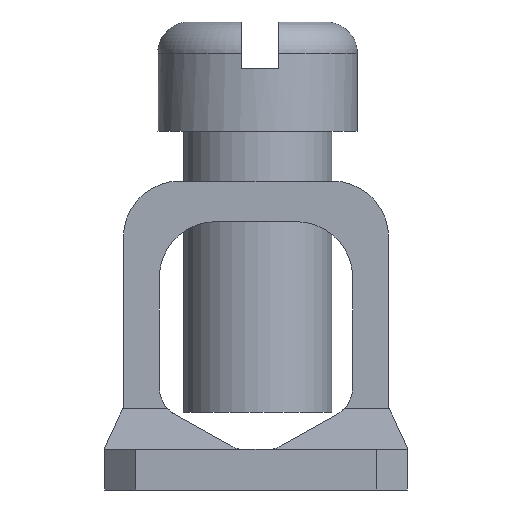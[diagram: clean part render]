
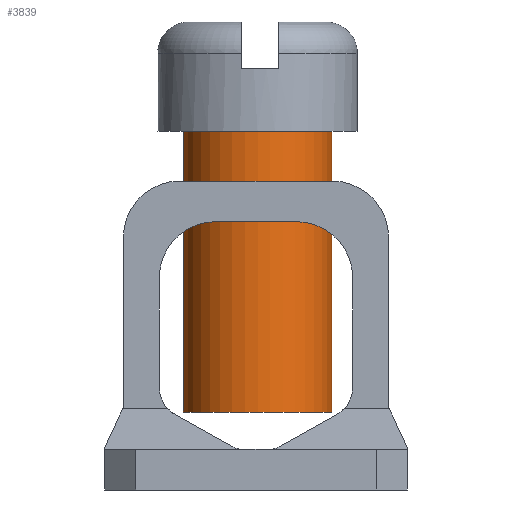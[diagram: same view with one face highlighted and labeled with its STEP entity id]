
A CAD part, left-side view. The second image highlights one B-rep face of the part: STEP entity #3839.
In plain terms, the highlighted cylindrical face has radius 2.381 mm (diameter 4.762 mm), a full revolution.
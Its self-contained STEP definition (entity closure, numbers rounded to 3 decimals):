
#3839 = ADVANCED_FACE('',(#3840),#3853,.T.);
#3840 = FACE_BOUND('',#3841,.T.);
#3841 = EDGE_LOOP('',(#3842,#3876,#3899,#3926));
#3842 = ORIENTED_EDGE('',*,*,#3843,.F.);
#3843 = EDGE_CURVE('',#3844,#3844,#3846,.T.);
#3844 = VERTEX_POINT('',#3845);
#3845 = CARTESIAN_POINT('',(23.781,4.8,11.5));
#3846 = SURFACE_CURVE('',#3847,(#3852,#3864),.PCURVE_S1.);
#3847 = CIRCLE('',#3848,2.381);
#3848 = AXIS2_PLACEMENT_3D('',#3849,#3850,#3851);
#3849 = CARTESIAN_POINT('',(21.4,4.8,11.5));
#3850 = DIRECTION('',(0.,0.,1.));
#3851 = DIRECTION('',(1.,0.,0.));
#3852 = PCURVE('',#3853,#3858);
#3853 = CYLINDRICAL_SURFACE('',#3854,2.381);
#3854 = AXIS2_PLACEMENT_3D('',#3855,#3856,#3857);
#3855 = CARTESIAN_POINT('',(21.4,4.8,2.5));
#3856 = DIRECTION('',(0.,0.,1.));
#3857 = DIRECTION('',(1.,0.,0.));
#3858 = DEFINITIONAL_REPRESENTATION('',(#3859),#3863);
#3859 = LINE('',#3860,#3861);
#3860 = CARTESIAN_POINT('',(0.,9.));
#3861 = VECTOR('',#3862,1.);
#3862 = DIRECTION('',(1.,0.));
#3863 = ( GEOMETRIC_REPRESENTATION_CONTEXT(2) 
PARAMETRIC_REPRESENTATION_CONTEXT() REPRESENTATION_CONTEXT('2D SPACE',''
  ) );
#3864 = PCURVE('',#3865,#3870);
#3865 = PLANE('',#3866);
#3866 = AXIS2_PLACEMENT_3D('',#3867,#3868,#3869);
#3867 = CARTESIAN_POINT('',(21.4,4.8,11.5));
#3868 = DIRECTION('',(0.,0.,1.));
#3869 = DIRECTION('',(1.,0.,0.));
#3870 = DEFINITIONAL_REPRESENTATION('',(#3871),#3875);
#3871 = CIRCLE('',#3872,2.381);
#3872 = AXIS2_PLACEMENT_2D('',#3873,#3874);
#3873 = CARTESIAN_POINT('',(0.,0.));
#3874 = DIRECTION('',(1.,0.));
#3875 = ( GEOMETRIC_REPRESENTATION_CONTEXT(2) 
PARAMETRIC_REPRESENTATION_CONTEXT() REPRESENTATION_CONTEXT('2D SPACE',''
  ) );
#3876 = ORIENTED_EDGE('',*,*,#3877,.F.);
#3877 = EDGE_CURVE('',#3878,#3844,#3880,.T.);
#3878 = VERTEX_POINT('',#3879);
#3879 = CARTESIAN_POINT('',(23.781,4.8,2.5));
#3880 = SEAM_CURVE('',#3881,(#3885,#3892),.PCURVE_S1.);
#3881 = LINE('',#3882,#3883);
#3882 = CARTESIAN_POINT('',(23.781,4.8,2.5));
#3883 = VECTOR('',#3884,1.);
#3884 = DIRECTION('',(0.,0.,1.));
#3885 = PCURVE('',#3853,#3886);
#3886 = DEFINITIONAL_REPRESENTATION('',(#3887),#3891);
#3887 = LINE('',#3888,#3889);
#3888 = CARTESIAN_POINT('',(6.283,-0.));
#3889 = VECTOR('',#3890,1.);
#3890 = DIRECTION('',(0.,1.));
#3891 = ( GEOMETRIC_REPRESENTATION_CONTEXT(2) 
PARAMETRIC_REPRESENTATION_CONTEXT() REPRESENTATION_CONTEXT('2D SPACE',''
  ) );
#3892 = PCURVE('',#3853,#3893);
#3893 = DEFINITIONAL_REPRESENTATION('',(#3894),#3898);
#3894 = LINE('',#3895,#3896);
#3895 = CARTESIAN_POINT('',(0.,-0.));
#3896 = VECTOR('',#3897,1.);
#3897 = DIRECTION('',(0.,1.));
#3898 = ( GEOMETRIC_REPRESENTATION_CONTEXT(2) 
PARAMETRIC_REPRESENTATION_CONTEXT() REPRESENTATION_CONTEXT('2D SPACE',''
  ) );
#3899 = ORIENTED_EDGE('',*,*,#3900,.T.);
#3900 = EDGE_CURVE('',#3878,#3878,#3901,.T.);
#3901 = SURFACE_CURVE('',#3902,(#3907,#3914),.PCURVE_S1.);
#3902 = CIRCLE('',#3903,2.381);
#3903 = AXIS2_PLACEMENT_3D('',#3904,#3905,#3906);
#3904 = CARTESIAN_POINT('',(21.4,4.8,2.5));
#3905 = DIRECTION('',(0.,0.,1.));
#3906 = DIRECTION('',(1.,0.,0.));
#3907 = PCURVE('',#3853,#3908);
#3908 = DEFINITIONAL_REPRESENTATION('',(#3909),#3913);
#3909 = LINE('',#3910,#3911);
#3910 = CARTESIAN_POINT('',(0.,0.));
#3911 = VECTOR('',#3912,1.);
#3912 = DIRECTION('',(1.,0.));
#3913 = ( GEOMETRIC_REPRESENTATION_CONTEXT(2) 
PARAMETRIC_REPRESENTATION_CONTEXT() REPRESENTATION_CONTEXT('2D SPACE',''
  ) );
#3914 = PCURVE('',#3915,#3920);
#3915 = PLANE('',#3916);
#3916 = AXIS2_PLACEMENT_3D('',#3917,#3918,#3919);
#3917 = CARTESIAN_POINT('',(21.4,4.8,2.5));
#3918 = DIRECTION('',(0.,0.,1.));
#3919 = DIRECTION('',(1.,0.,0.));
#3920 = DEFINITIONAL_REPRESENTATION('',(#3921),#3925);
#3921 = CIRCLE('',#3922,2.381);
#3922 = AXIS2_PLACEMENT_2D('',#3923,#3924);
#3923 = CARTESIAN_POINT('',(0.,0.));
#3924 = DIRECTION('',(1.,0.));
#3925 = ( GEOMETRIC_REPRESENTATION_CONTEXT(2) 
PARAMETRIC_REPRESENTATION_CONTEXT() REPRESENTATION_CONTEXT('2D SPACE',''
  ) );
#3926 = ORIENTED_EDGE('',*,*,#3877,.T.);
